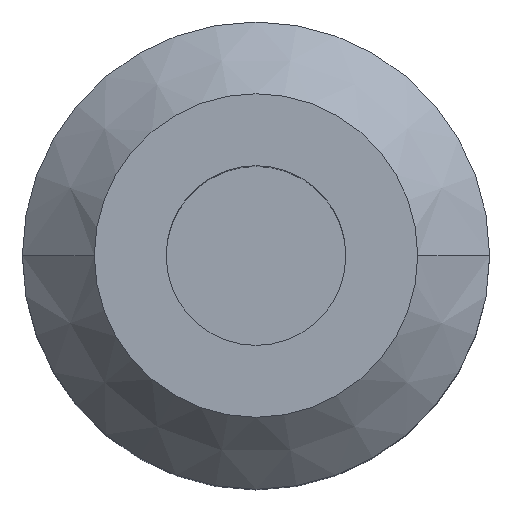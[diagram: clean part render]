
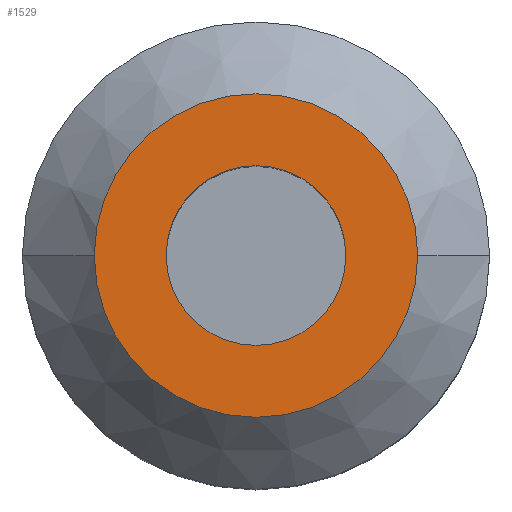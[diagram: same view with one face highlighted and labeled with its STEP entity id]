
A CAD part, top view. The second image highlights one B-rep face of the part: STEP entity #1529.
In plain terms, the highlighted planar face has unit normal (0, 0, 1).
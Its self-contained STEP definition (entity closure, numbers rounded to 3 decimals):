
#67 = CARTESIAN_POINT ( 'NONE',  ( 0., 0., 101.6 ) ) ;
#97 = DIRECTION ( 'NONE',  ( 0., 0., -1. ) ) ;
#135 = CARTESIAN_POINT ( 'NONE',  ( -22.5, 0., 101.6 ) ) ;
#200 = CARTESIAN_POINT ( 'NONE',  ( 12.5, 0., 101.6 ) ) ;
#233 = DIRECTION ( 'NONE',  ( -1., 0., 0. ) ) ;
#251 = DIRECTION ( 'NONE',  ( 0., 0., 1. ) ) ;
#289 = ORIENTED_EDGE ( 'NONE', *, *, #632, .T. ) ;
#368 = DIRECTION ( 'NONE',  ( 1., 0., 0. ) ) ;
#371 = CARTESIAN_POINT ( 'NONE',  ( 0., 0., 101.6 ) ) ;
#409 = EDGE_CURVE ( 'NONE', #1501, #1600, #411, .T. ) ;
#411 = CIRCLE ( 'NONE', #612, 12.5 ) ;
#420 = FACE_OUTER_BOUND ( 'NONE', #1305, .T. ) ;
#473 = CIRCLE ( 'NONE', #818, 22.5 ) ;
#528 = ORIENTED_EDGE ( 'NONE', *, *, #409, .T. ) ;
#552 = EDGE_LOOP ( 'NONE', ( #557, #528 ) ) ;
#557 = ORIENTED_EDGE ( 'NONE', *, *, #1103, .T. ) ;
#612 = AXIS2_PLACEMENT_3D ( 'NONE', #371, #1189, #233 ) ;
#632 = EDGE_CURVE ( 'NONE', #1387, #1243, #1491, .T. ) ;
#673 = CARTESIAN_POINT ( 'NONE',  ( 0., 0., 101.6 ) ) ;
#725 = DIRECTION ( 'NONE',  ( 0., 0., 1. ) ) ;
#726 = CARTESIAN_POINT ( 'NONE',  ( -12.5, 0., 101.6 ) ) ;
#768 = AXIS2_PLACEMENT_3D ( 'NONE', #673, #1594, #815 ) ;
#782 = FACE_BOUND ( 'NONE', #552, .T. ) ;
#815 = DIRECTION ( 'NONE',  ( -1., 0., 0. ) ) ;
#818 = AXIS2_PLACEMENT_3D ( 'NONE', #67, #251, #368 ) ;
#929 = PLANE ( 'NONE',  #1209 ) ;
#1078 = DIRECTION ( 'NONE',  ( -1., 0., 0. ) ) ;
#1103 = EDGE_CURVE ( 'NONE', #1600, #1501, #1152, .T. ) ;
#1152 = CIRCLE ( 'NONE', #768, 12.5 ) ;
#1189 = DIRECTION ( 'NONE',  ( 0., 0., -1. ) ) ;
#1209 = AXIS2_PLACEMENT_3D ( 'NONE', #1570, #97, #1078 ) ;
#1243 = VERTEX_POINT ( 'NONE', #135 ) ;
#1305 = EDGE_LOOP ( 'NONE', ( #1378, #289 ) ) ;
#1378 = ORIENTED_EDGE ( 'NONE', *, *, #1700, .T. ) ;
#1387 = VERTEX_POINT ( 'NONE', #1528 ) ;
#1491 = CIRCLE ( 'NONE', #1745, 22.5 ) ;
#1501 = VERTEX_POINT ( 'NONE', #200 ) ;
#1513 = CARTESIAN_POINT ( 'NONE',  ( 0., 0., 101.6 ) ) ;
#1528 = CARTESIAN_POINT ( 'NONE',  ( 22.5, 0., 101.6 ) ) ;
#1529 = ADVANCED_FACE ( 'NONE', ( #782, #420 ), #929, .F. ) ;
#1570 = CARTESIAN_POINT ( 'NONE',  ( 0., 22.5, 101.6 ) ) ;
#1594 = DIRECTION ( 'NONE',  ( 0., 0., -1. ) ) ;
#1600 = VERTEX_POINT ( 'NONE', #726 ) ;
#1643 = DIRECTION ( 'NONE',  ( 1., 0., 0. ) ) ;
#1700 = EDGE_CURVE ( 'NONE', #1243, #1387, #473, .T. ) ;
#1745 = AXIS2_PLACEMENT_3D ( 'NONE', #1513, #725, #1643 ) ;
